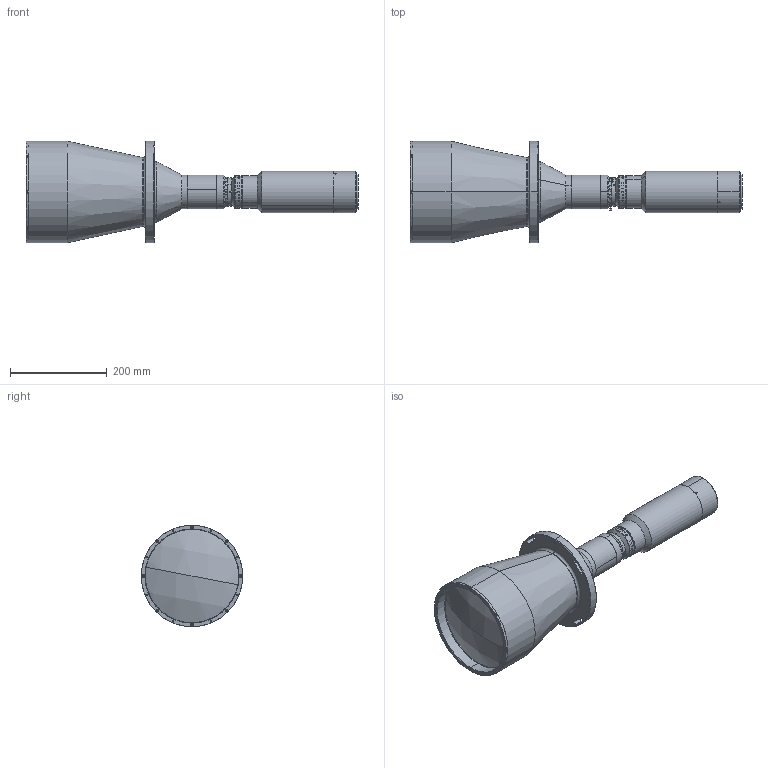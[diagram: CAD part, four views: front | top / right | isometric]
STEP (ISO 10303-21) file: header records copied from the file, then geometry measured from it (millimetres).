
FILE_DESCRIPTION (( 'STEP AP203' ), '1' );
FILE_NAME ('XF-PTL18262-M72-11.48-VI.STEP', '2019-06-14T02:27:28', ( 'canrill005' ), ( '' ), 'SwSTEP 2.0', 'SolidWorks 2014', '' );
FILE_SCHEMA (( 'CONFIG_CONTROL_DESIGN' ));
Length unit declared in the file: millimetre
Products named in the file (2): XF-PTL18262-M72-11.48-VI
Bounding box: 686.71 x 210 x 210 mm (x, y, z)
Surface area: 409072.1 mm2 (no closed solid volume)
Topology: 0 solids, 76 shells, 355 faces, 2009 edges, 1703 vertices
Faces by surface type: cylinder 216, plane 83, cone 44, torus 8, sphere 2, bspline 2
Entity records: 30384 total; most frequent: CARTESIAN_POINT 15307, DIRECTION 2987, ORIENTED_EDGE 2636, EDGE_CURVE 2009, VERTEX_POINT 1703, AXIS2_PLACEMENT_3D 1158, CIRCLE 803, LINE 671
